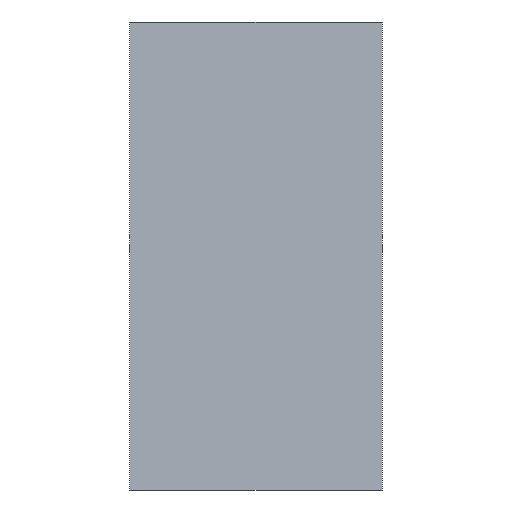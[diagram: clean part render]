
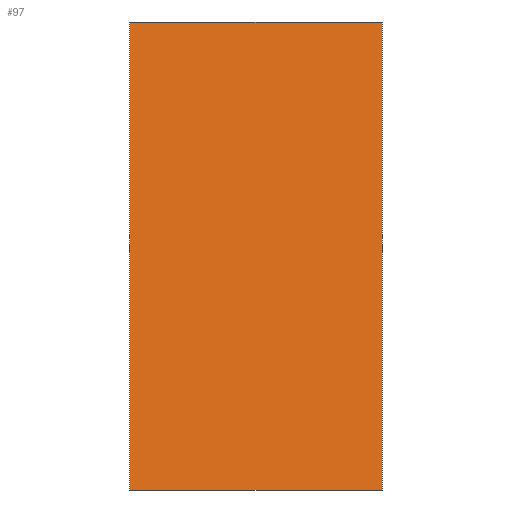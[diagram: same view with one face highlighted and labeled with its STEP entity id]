
A CAD part, front view. The second image highlights one B-rep face of the part: STEP entity #97.
In plain terms, the highlighted planar face has unit normal (0.5, -0.866, 0).
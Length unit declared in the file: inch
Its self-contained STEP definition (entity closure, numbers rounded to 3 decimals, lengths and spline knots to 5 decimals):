
#17=FACE_OUTER_BOUND('',#23,.T.);
#23=EDGE_LOOP('',(#74,#75,#76,#77));
#31=LINE('',#166,#42);
#33=LINE('',#170,#44);
#34=LINE('',#172,#45);
#35=LINE('',#173,#46);
#42=VECTOR('',#139,0.3937);
#44=VECTOR('',#143,0.3937);
#45=VECTOR('',#144,0.3937);
#46=VECTOR('',#145,0.3937);
#49=VERTEX_POINT('',#156);
#53=VERTEX_POINT('',#165);
#54=VERTEX_POINT('',#169);
#55=VERTEX_POINT('',#171);
#60=EDGE_CURVE('',#49,#53,#31,.T.);
#62=EDGE_CURVE('',#54,#49,#33,.T.);
#63=EDGE_CURVE('',#55,#53,#34,.T.);
#64=EDGE_CURVE('',#54,#55,#35,.T.);
#74=ORIENTED_EDGE('',*,*,#62,.T.);
#75=ORIENTED_EDGE('',*,*,#60,.T.);
#76=ORIENTED_EDGE('',*,*,#63,.F.);
#77=ORIENTED_EDGE('',*,*,#64,.F.);
#91=PLANE('',#125);
#97=ADVANCED_FACE('',(#17),#91,.T.);
#125=AXIS2_PLACEMENT_3D('',#168,#141,#142);
#139=DIRECTION('',(0.,0.,1.));
#141=DIRECTION('center_axis',(0.5,-0.866,0.));
#142=DIRECTION('ref_axis',(0.866,0.5,0.));
#143=DIRECTION('',(0.866,0.5,0.));
#144=DIRECTION('',(0.866,0.5,0.));
#145=DIRECTION('',(0.,0.,1.));
#156=CARTESIAN_POINT('',(1.,0.75,0.));
#165=CARTESIAN_POINT('',(1.,0.75,3.));
#166=CARTESIAN_POINT('',(1.,0.75,0.));
#168=CARTESIAN_POINT('Origin',(-0.6172,-0.18369,0.));
#169=CARTESIAN_POINT('',(-0.6172,-0.18369,0.));
#170=CARTESIAN_POINT('',(-0.6172,-0.18369,0.));
#171=CARTESIAN_POINT('',(-0.6172,-0.18369,3.));
#172=CARTESIAN_POINT('',(-0.6172,-0.18369,3.));
#173=CARTESIAN_POINT('',(-0.6172,-0.18369,0.));
